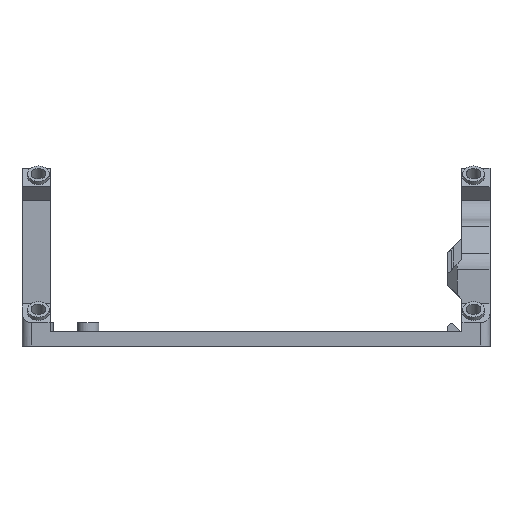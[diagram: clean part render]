
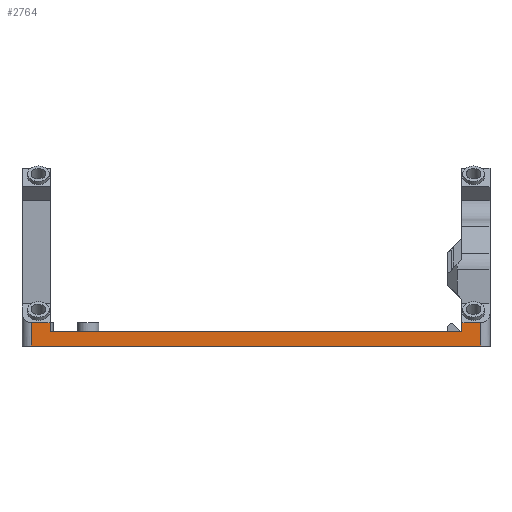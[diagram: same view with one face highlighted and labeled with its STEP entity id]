
A CAD part, front view. The second image highlights one B-rep face of the part: STEP entity #2764.
In plain terms, the highlighted planar face has unit normal (0, -1, 0).
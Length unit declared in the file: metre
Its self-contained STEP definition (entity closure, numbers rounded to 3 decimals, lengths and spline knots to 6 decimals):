
#426=ORIENTED_EDGE('',*,*,#1108,.T.);
#427=ORIENTED_EDGE('',*,*,#1194,.F.);
#428=ORIENTED_EDGE('',*,*,#1195,.T.);
#429=ORIENTED_EDGE('',*,*,#1196,.T.);
#430=ORIENTED_EDGE('',*,*,#1029,.F.);
#431=ORIENTED_EDGE('',*,*,#1197,.F.);
#432=ORIENTED_EDGE('',*,*,#1198,.T.);
#433=ORIENTED_EDGE('',*,*,#1192,.T.);
#1029=EDGE_CURVE('',#1424,#1402,#1701,.T.);
#1108=EDGE_CURVE('',#1502,#1501,#1735,.T.);
#1192=EDGE_CURVE('',#1576,#1502,#1781,.T.);
#1194=EDGE_CURVE('',#1577,#1501,#1782,.T.);
#1195=EDGE_CURVE('',#1577,#1578,#1783,.T.);
#1196=EDGE_CURVE('',#1578,#1402,#1784,.T.);
#1197=EDGE_CURVE('',#1579,#1424,#1785,.T.);
#1198=EDGE_CURVE('',#1579,#1576,#1786,.T.);
#1402=VERTEX_POINT('',#4073);
#1424=VERTEX_POINT('',#4116);
#1501=VERTEX_POINT('',#4275);
#1502=VERTEX_POINT('',#4277);
#1576=VERTEX_POINT('',#4441);
#1577=VERTEX_POINT('',#4445);
#1578=VERTEX_POINT('',#4447);
#1579=VERTEX_POINT('',#4450);
#1701=LINE('',#4117,#1967);
#1735=LINE('',#4276,#2001);
#1781=LINE('',#4440,#2047);
#1782=LINE('',#4444,#2048);
#1783=LINE('',#4446,#2049);
#1784=LINE('',#4448,#2050);
#1785=LINE('',#4449,#2051);
#1786=LINE('',#4451,#2052);
#1967=VECTOR('',#3250,1.);
#2001=VECTOR('',#3380,1.);
#2047=VECTOR('',#3514,1.);
#2048=VECTOR('',#3519,1.);
#2049=VECTOR('',#3520,1.);
#2050=VECTOR('',#3521,1.);
#2051=VECTOR('',#3522,1.);
#2052=VECTOR('',#3523,1.);
#2242=EDGE_LOOP('',(#426,#427,#428,#429,#430,#431,#432,#433));
#2472=FACE_BOUND('',#2242,.T.);
#2668=PLANE('',#3018);
#2764=ADVANCED_FACE('',(#2472),#2668,.F.);
#3018=AXIS2_PLACEMENT_3D('',#4443,#3517,#3518);
#3250=DIRECTION('',(1.,0.,0.));
#3380=DIRECTION('',(1.,0.,0.));
#3514=DIRECTION('',(0.,0.,-1.));
#3517=DIRECTION('',(0.,1.,0.));
#3518=DIRECTION('',(0.,0.,1.));
#3519=DIRECTION('',(0.,0.,-1.));
#3520=DIRECTION('',(-1.,0.,0.));
#3521=DIRECTION('',(0.,0.,-1.));
#3522=DIRECTION('',(0.,0.,-1.));
#3523=DIRECTION('',(-1.,0.,0.));
#4073=CARTESIAN_POINT('',(0.044,-0.0985,0.003));
#4116=CARTESIAN_POINT('',(-0.044,-0.0985,0.003));
#4117=CARTESIAN_POINT('',(0.,-0.0985,0.003));
#4275=CARTESIAN_POINT('',(0.048,-0.0985,0.));
#4276=CARTESIAN_POINT('',(0.,-0.0985,0.));
#4277=CARTESIAN_POINT('',(-0.048,-0.0985,0.));
#4440=CARTESIAN_POINT('',(-0.048,-0.0985,0.003));
#4441=CARTESIAN_POINT('',(-0.048,-0.0985,0.005001));
#4443=CARTESIAN_POINT('',(0.,-0.0985,0.003));
#4444=CARTESIAN_POINT('',(0.048,-0.0985,0.003));
#4445=CARTESIAN_POINT('',(0.048,-0.0985,0.005001));
#4446=CARTESIAN_POINT('',(0.,-0.0985,0.005001));
#4447=CARTESIAN_POINT('',(0.044,-0.0985,0.005001));
#4448=CARTESIAN_POINT('',(0.044,-0.0985,0.015003));
#4449=CARTESIAN_POINT('',(-0.044,-0.0985,0.015003));
#4450=CARTESIAN_POINT('',(-0.044,-0.0985,0.005001));
#4451=CARTESIAN_POINT('',(0.,-0.0985,0.005001));
